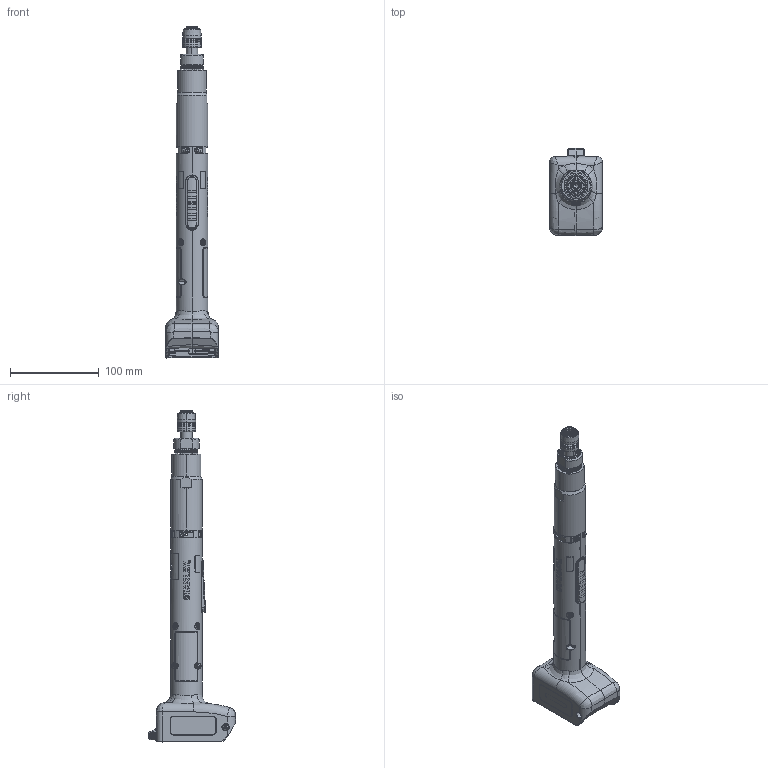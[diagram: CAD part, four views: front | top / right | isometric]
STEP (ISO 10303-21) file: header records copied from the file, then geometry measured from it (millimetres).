
FILE_DESCRIPTION((''),'2;1');
FILE_NAME('B12LB-5','2017-05-31T',('DMG0713'),(''),'PRO/ENGINEER BY PARAMETRIC TECHNOLOGY CORPORATION, 2010430','PRO/ENGINEER BY PARAMETRIC TECHNOLOGY CORPORATION, 2010430','');
FILE_SCHEMA(('CONFIG_CONTROL_DESIGN'));
Length unit declared in the file: inch
Products named in the file (1): B12LB-5
Bounding box: 59.56 x 98.3 x 374.06 mm (x, y, z)
Surface area: 122465.4 mm2 (no closed solid volume)
Topology: 0 solids, 125 shells, 1846 faces, 7430 edges, 5502 vertices
Faces by surface type: cylinder 692, plane 610, bspline 305, cone 135, torus 73, extrusion 26, sphere 5
Entity records: 102490 total; most frequent: CARTESIAN_POINT 47637, ORIENTED_EDGE 10403, DIRECTION 9938, EDGE_CURVE 7424, VERTEX_POINT 5502, VECTOR 3356, LINE 3330, AXIS2_PLACEMENT_3D 3291
